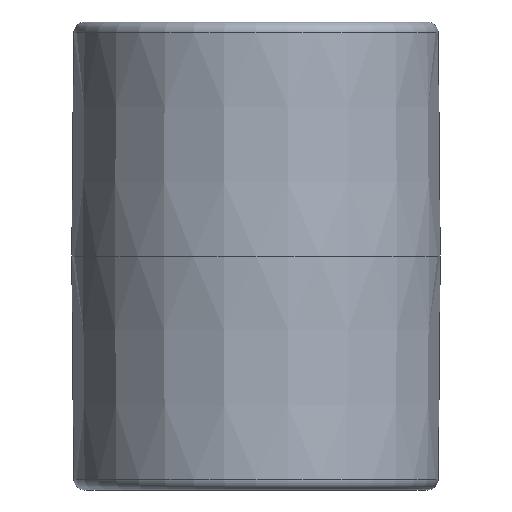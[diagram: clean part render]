
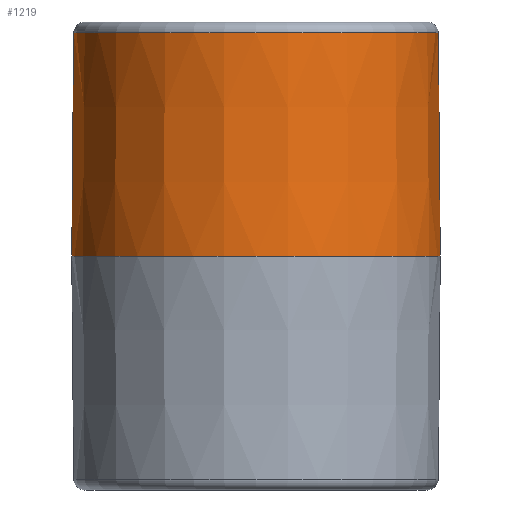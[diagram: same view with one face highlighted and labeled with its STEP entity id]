
A CAD part, front view. The second image highlights one B-rep face of the part: STEP entity #1219.
In plain terms, the highlighted conical face has half-angle 0.5 degrees and reference radius 5 mm.
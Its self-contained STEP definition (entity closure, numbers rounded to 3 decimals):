
#127 = LINE ( 'NONE', #518, #141 ) ;
#141 = VECTOR ( 'NONE', #641, 1000. ) ;
#173 = CIRCLE ( 'NONE', #909, 4.947 ) ;
#199 = LINE ( 'NONE', #738, #1880 ) ;
#209 = CIRCLE ( 'NONE', #940, 5. ) ;
#280 = ORIENTED_EDGE ( 'NONE', *, *, #2134, .T. ) ;
#294 = DIRECTION ( 'NONE',  ( -1., 0., 0. ) ) ;
#518 = CARTESIAN_POINT ( 'NONE',  ( 5., 0., 0. ) ) ;
#587 = DIRECTION ( 'NONE',  ( 0., 0., -1. ) ) ;
#589 = CARTESIAN_POINT ( 'NONE',  ( 0., 0., 6.053 ) ) ;
#590 = CONICAL_SURFACE ( 'NONE', #1007, 5., 0.009 ) ;
#610 = FACE_OUTER_BOUND ( 'NONE', #805, .T. ) ;
#641 = DIRECTION ( 'NONE',  ( 0.009, 0., -1. ) ) ;
#727 = DIRECTION ( 'NONE',  ( -0.009, 0., -1. ) ) ;
#738 = CARTESIAN_POINT ( 'NONE',  ( -5., 0., 0. ) ) ;
#758 = DIRECTION ( 'NONE',  ( 0., 0., 1. ) ) ;
#765 = CARTESIAN_POINT ( 'NONE',  ( 0., 0., 0. ) ) ;
#805 = EDGE_LOOP ( 'NONE', ( #280, #886, #1119, #963 ) ) ;
#886 = ORIENTED_EDGE ( 'NONE', *, *, #2113, .T. ) ;
#906 = VERTEX_POINT ( 'NONE', #2156 ) ;
#909 = AXIS2_PLACEMENT_3D ( 'NONE', #589, #587, #294 ) ;
#940 = AXIS2_PLACEMENT_3D ( 'NONE', #765, #758, #2200 ) ;
#963 = ORIENTED_EDGE ( 'NONE', *, *, #2141, .F. ) ;
#966 = VERTEX_POINT ( 'NONE', #2018 ) ;
#1007 = AXIS2_PLACEMENT_3D ( 'NONE', #1764, #1754, #1737 ) ;
#1031 = VERTEX_POINT ( 'NONE', #1947 ) ;
#1119 = ORIENTED_EDGE ( 'NONE', *, *, #2104, .T. ) ;
#1134 = VERTEX_POINT ( 'NONE', #1806 ) ;
#1219 = ADVANCED_FACE ( 'NONE', ( #610 ), #590, .T. ) ;
#1737 = DIRECTION ( 'NONE',  ( 1., 0., 0. ) ) ;
#1754 = DIRECTION ( 'NONE',  ( 0., 0., -1. ) ) ;
#1764 = CARTESIAN_POINT ( 'NONE',  ( 0., 0., 0. ) ) ;
#1806 = CARTESIAN_POINT ( 'NONE',  ( -4.947, 0., 6.053 ) ) ;
#1880 = VECTOR ( 'NONE', #727, 1000. ) ;
#1947 = CARTESIAN_POINT ( 'NONE',  ( 4.947, 0., 6.053 ) ) ;
#2018 = CARTESIAN_POINT ( 'NONE',  ( -5., 0., 0. ) ) ;
#2104 = EDGE_CURVE ( 'NONE', #966, #906, #209, .T. ) ;
#2113 = EDGE_CURVE ( 'NONE', #1134, #966, #199, .T. ) ;
#2134 = EDGE_CURVE ( 'NONE', #1031, #1134, #173, .T. ) ;
#2141 = EDGE_CURVE ( 'NONE', #1031, #906, #127, .T. ) ;
#2156 = CARTESIAN_POINT ( 'NONE',  ( 5., 0., 0. ) ) ;
#2200 = DIRECTION ( 'NONE',  ( 1., 0., 0. ) ) ;
